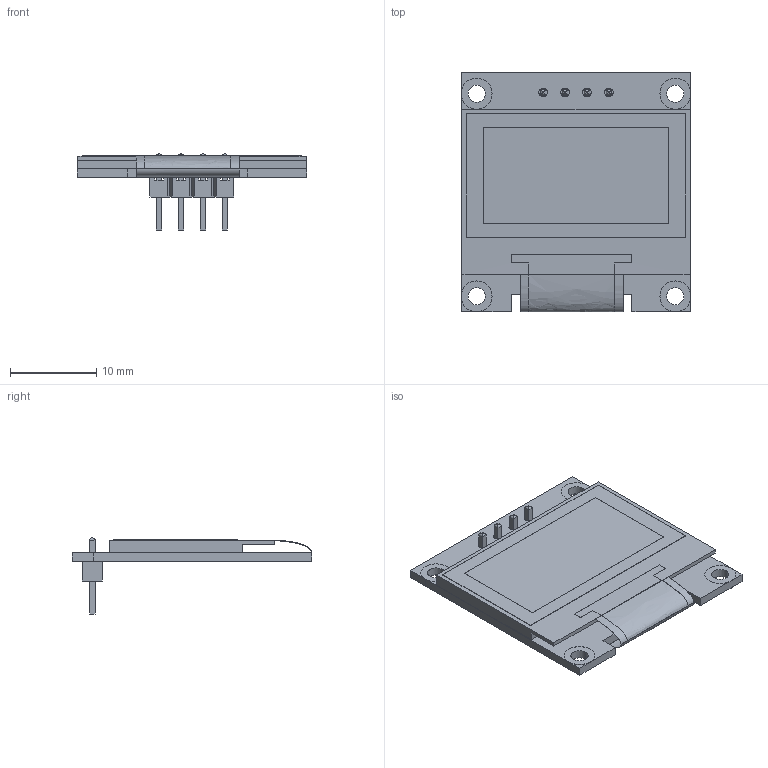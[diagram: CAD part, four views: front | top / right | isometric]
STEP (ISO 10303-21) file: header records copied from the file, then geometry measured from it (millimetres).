
FILE_DESCRIPTION (( 'STEP AP214' ), '1' );
FILE_NAME ('I2COLEDDisplayAdafruit.step', '2022-02-04T18:01:37', ( '' ), ( '' ), 'SwSTEP 2.0', 'SolidWorks 2021', '' );
FILE_SCHEMA (( 'AUTOMOTIVE_DESIGN' ));
Length unit declared in the file: millimetre
Products named in the file (1): I2COLEDDisplayAdafruit
Bounding box: 26.7 x 27.86 x 8.84 mm (x, y, z)
Volume: 1440.7 mm3; surface area: 2393.1 mm2
Topology: 4 solids, 4 shells, 191 faces, 476 edges, 303 vertices
Faces by surface type: plane 137, cylinder 48, bspline 6
Entity records: 6787 total; most frequent: CARTESIAN_POINT 1287, ORIENTED_EDGE 952, DIRECTION 878, EDGE_CURVE 476, VECTOR 370, LINE 370, VERTEX_POINT 303, AXIS2_PLACEMENT_3D 254
